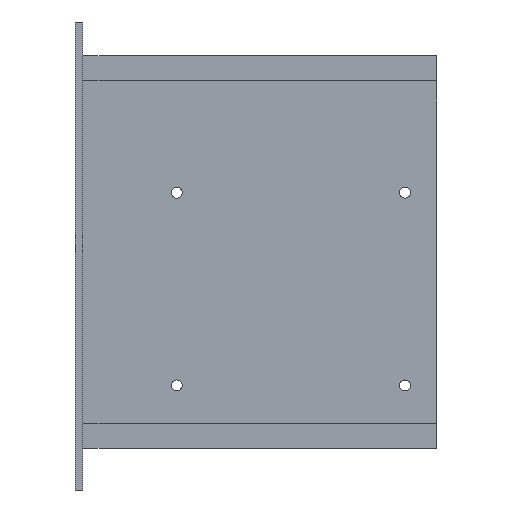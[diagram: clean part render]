
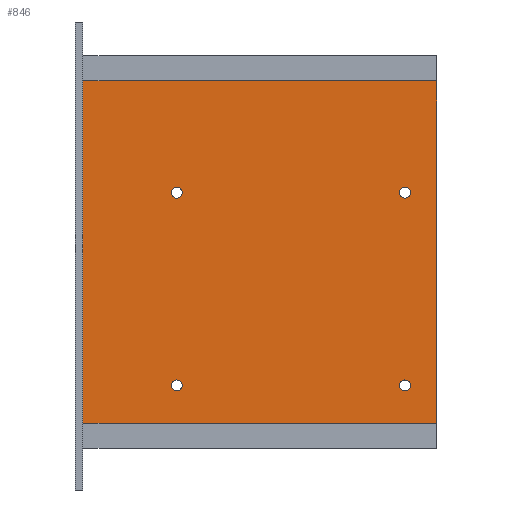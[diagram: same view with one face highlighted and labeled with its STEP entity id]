
A CAD part, left-side view. The second image highlights one B-rep face of the part: STEP entity #846.
In plain terms, the highlighted planar face has unit normal (-1, 0, 0).
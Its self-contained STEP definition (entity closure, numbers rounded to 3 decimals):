
#19=FACE_BOUND('',#116,.T.);
#20=FACE_BOUND('',#117,.T.);
#21=FACE_BOUND('',#118,.T.);
#22=FACE_BOUND('',#119,.T.);
#35=CIRCLE('',#889,1.375);
#37=CIRCLE('',#892,1.375);
#39=CIRCLE('',#895,1.375);
#41=CIRCLE('',#898,1.375);
#68=FACE_OUTER_BOUND('',#115,.T.);
#115=EDGE_LOOP('',(#617,#618,#619,#620));
#116=EDGE_LOOP('',(#621));
#117=EDGE_LOOP('',(#622));
#118=EDGE_LOOP('',(#623));
#119=EDGE_LOOP('',(#624));
#193=LINE('',#1242,#297);
#194=LINE('',#1244,#298);
#195=LINE('',#1246,#299);
#196=LINE('',#1247,#300);
#297=VECTOR('',#1018,87.);
#298=VECTOR('',#1019,90.);
#299=VECTOR('',#1020,87.);
#300=VECTOR('',#1021,90.);
#390=VERTEX_POINT('',#1222);
#392=VERTEX_POINT('',#1227);
#394=VERTEX_POINT('',#1232);
#396=VERTEX_POINT('',#1237);
#397=VERTEX_POINT('',#1240);
#398=VERTEX_POINT('',#1241);
#399=VERTEX_POINT('',#1243);
#400=VERTEX_POINT('',#1245);
#482=EDGE_CURVE('',#390,#390,#35,.T.);
#484=EDGE_CURVE('',#392,#392,#37,.T.);
#486=EDGE_CURVE('',#394,#394,#39,.T.);
#488=EDGE_CURVE('',#396,#396,#41,.T.);
#489=EDGE_CURVE('',#397,#398,#193,.T.);
#490=EDGE_CURVE('',#397,#399,#194,.T.);
#491=EDGE_CURVE('',#400,#399,#195,.T.);
#492=EDGE_CURVE('',#398,#400,#196,.T.);
#617=ORIENTED_EDGE('',*,*,#489,.F.);
#618=ORIENTED_EDGE('',*,*,#490,.T.);
#619=ORIENTED_EDGE('',*,*,#491,.F.);
#620=ORIENTED_EDGE('',*,*,#492,.F.);
#621=ORIENTED_EDGE('',*,*,#482,.T.);
#622=ORIENTED_EDGE('',*,*,#484,.T.);
#623=ORIENTED_EDGE('',*,*,#486,.T.);
#624=ORIENTED_EDGE('',*,*,#488,.T.);
#805=PLANE('',#899);
#846=ADVANCED_FACE('',(#68,#19,#20,#21,#22),#805,.T.);
#889=AXIS2_PLACEMENT_3D('',#1223,#996,#997);
#892=AXIS2_PLACEMENT_3D('',#1228,#1002,#1003);
#895=AXIS2_PLACEMENT_3D('',#1233,#1008,#1009);
#898=AXIS2_PLACEMENT_3D('',#1238,#1014,#1015);
#899=AXIS2_PLACEMENT_3D('',#1239,#1016,#1017);
#996=DIRECTION('center_axis',(1.,0.,0.));
#997=DIRECTION('ref_axis',(0.,0.,-1.));
#1002=DIRECTION('center_axis',(1.,0.,0.));
#1003=DIRECTION('ref_axis',(0.,0.,-1.));
#1008=DIRECTION('center_axis',(1.,0.,0.));
#1009=DIRECTION('ref_axis',(0.,0.,-1.));
#1014=DIRECTION('center_axis',(1.,0.,0.));
#1015=DIRECTION('ref_axis',(0.,0.,-1.));
#1016=DIRECTION('center_axis',(-1.,0.,0.));
#1017=DIRECTION('ref_axis',(0.,0.,-1.));
#1018=DIRECTION('',(0.,0.,1.));
#1019=DIRECTION('',(0.,-1.,0.));
#1020=DIRECTION('',(0.,0.,-1.));
#1021=DIRECTION('',(0.,-1.,0.));
#1222=CARTESIAN_POINT('',(-10.2,-81.872,-91.025));
#1223=CARTESIAN_POINT('Origin',(-10.2,-81.872,-92.4));
#1227=CARTESIAN_POINT('',(-10.2,-23.872,-42.025));
#1228=CARTESIAN_POINT('Origin',(-10.2,-23.872,-43.4));
#1232=CARTESIAN_POINT('',(-10.2,-81.872,-42.025));
#1233=CARTESIAN_POINT('Origin',(-10.2,-81.872,-43.4));
#1237=CARTESIAN_POINT('',(-10.2,-23.872,-91.025));
#1238=CARTESIAN_POINT('Origin',(-10.2,-23.872,-92.4));
#1239=CARTESIAN_POINT('Origin',(-10.2,2.,-15.));
#1240=CARTESIAN_POINT('',(-10.2,0.,-102.));
#1241=CARTESIAN_POINT('',(-10.2,0.,-15.));
#1242=CARTESIAN_POINT('',(-10.2,0.,-37.25));
#1243=CARTESIAN_POINT('',(-10.2,-90.,-102.));
#1244=CARTESIAN_POINT('',(-10.2,2.,-102.));
#1245=CARTESIAN_POINT('',(-10.2,-90.,-15.));
#1246=CARTESIAN_POINT('',(-10.2,-90.,-102.));
#1247=CARTESIAN_POINT('',(-10.2,2.,-15.));
